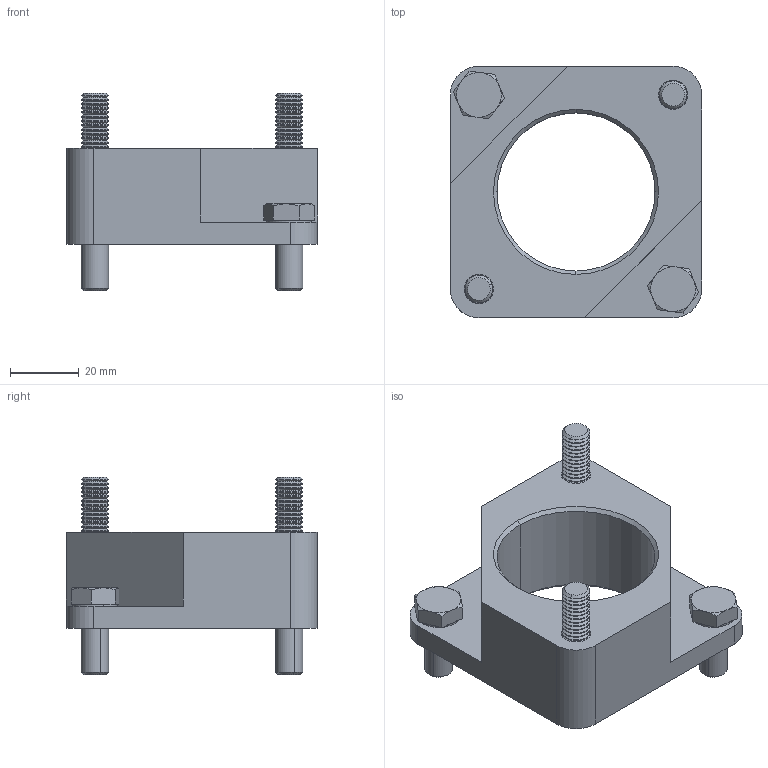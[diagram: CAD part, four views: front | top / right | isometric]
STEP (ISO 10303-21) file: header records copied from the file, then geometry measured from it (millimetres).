
FILE_DESCRIPTION (( 'STEP AP214' ), '1' );
FILE_NAME ('NKD063A.STEP', '2016-12-23T16:39:15', ( '' ), ( '' ), 'SwSTEP 2.0', 'SolidWorks 2016', '' );
FILE_SCHEMA (( 'AUTOMOTIVE_DESIGN' ));
Length unit declared in the file: millimetre
Products named in the file (1): 21_193_2
Bounding box: 73 x 73 x 57.5 mm (x, y, z)
Volume: 75358.2 mm3; surface area: 25322.2 mm2
Topology: 5 solids, 5 shells, 304 faces, 738 edges, 450 vertices
Faces by surface type: cone 132, cylinder 86, plane 74, torus 12
Entity records: 9168 total; most frequent: DIRECTION 1716, CARTESIAN_POINT 1625, ORIENTED_EDGE 1468, EDGE_CURVE 734, AXIS2_PLACEMENT_3D 701, VERTEX_POINT 450, CIRCLE 396, EDGE_LOOP 320
